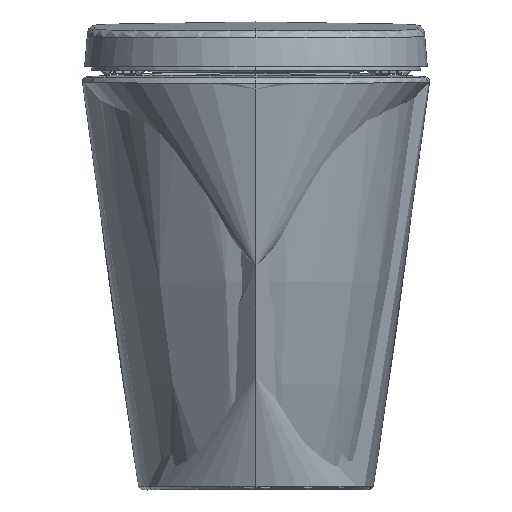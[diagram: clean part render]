
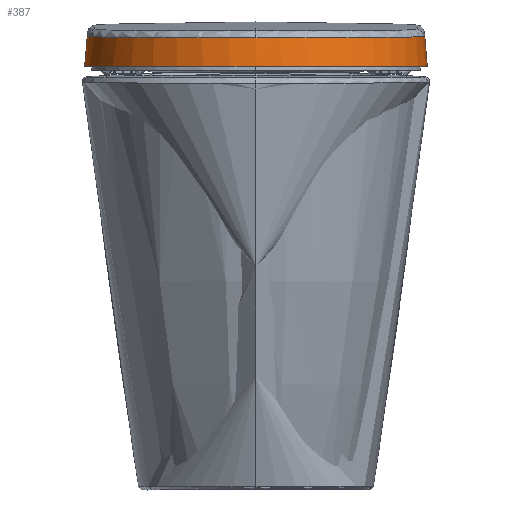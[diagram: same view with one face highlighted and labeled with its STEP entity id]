
A CAD part, front view. The second image highlights one B-rep face of the part: STEP entity #387.
In plain terms, the highlighted free-form (B-spline) face has degree [2, 1] with [9, 2] control points.
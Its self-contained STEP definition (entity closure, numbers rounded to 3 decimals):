
#387=ADVANCED_FACE('',(#2085),#24634,.T.);
#2085=FACE_OUTER_BOUND('',#3786,.T.);
#3786=EDGE_LOOP('',(#5768,#5769,#5770,#5771,#5772));
#5768=ORIENTED_EDGE('',*,*,#13932,.T.);
#5769=ORIENTED_EDGE('',*,*,#13927,.T.);
#5770=ORIENTED_EDGE('',*,*,#13928,.F.);
#5771=ORIENTED_EDGE('',*,*,#13929,.T.);
#5772=ORIENTED_EDGE('',*,*,#13933,.T.);
#13927=EDGE_CURVE('',#22164,#22157,#19149,.T.);
#13928=EDGE_CURVE('',#22156,#22157,#17981,.T.);
#13929=EDGE_CURVE('',#22156,#22165,#19150,.T.);
#13932=EDGE_CURVE('',#22163,#22164,#19152,.T.);
#13933=EDGE_CURVE('',#22165,#22163,#19153,.T.);
#17981=(
BOUNDED_CURVE()
B_SPLINE_CURVE(2,(#32566,#32567,#32568,#32569,#32570),.UNSPECIFIED.,.F.,
 .F.)
B_SPLINE_CURVE_WITH_KNOTS((3,2,3),(-724.,-362.,0.),.UNSPECIFIED.)
CURVE()
GEOMETRIC_REPRESENTATION_ITEM()
RATIONAL_B_SPLINE_CURVE((1.,0.707,1.,0.707,1.))
REPRESENTATION_ITEM('')
);
#19149=B_SPLINE_CURVE_WITH_KNOTS('',1,(#32564,#32565),.UNSPECIFIED.,.F.,
 .F.,(2,2),(0.,32.505),.UNSPECIFIED.);
#19150=B_SPLINE_CURVE_WITH_KNOTS('',1,(#32571,#32572),.UNSPECIFIED.,.F.,
 .F.,(2,2),(0.,32.505),.UNSPECIFIED.);
#19152=B_SPLINE_CURVE_WITH_KNOTS('',3,(#32591,#32592,#32593,#32594,#32595,
#32596,#32597,#32598,#32599,#32600,#32601,#32602,#32603,#32604,#32605),
 .UNSPECIFIED.,.F.,.F.,(4,1,1,1,1,1,1,1,1,1,1,1,4),(-280.669,-257.28,
-233.891,-210.502,-187.113,-163.724,
-140.334,-116.945,-93.556,-70.167,
-46.778,-23.389,0.),.UNSPECIFIED.);
#19153=B_SPLINE_CURVE_WITH_KNOTS('',3,(#32606,#32607,#32608,#32609,#32610,
#32611,#32612,#32613,#32614,#32615,#32616,#32617,#32618,#32619,#32620),
 .UNSPECIFIED.,.F.,.F.,(4,1,1,1,1,1,1,1,1,1,1,1,4),(-280.669,-257.28,
-233.891,-210.502,-187.113,-163.724,
-140.334,-116.945,-93.556,-70.167,
-46.778,-23.389,0.),.UNSPECIFIED.);
#22156=VERTEX_POINT('',#31900);
#22157=VERTEX_POINT('',#31901);
#22163=VERTEX_POINT('',#31907);
#22164=VERTEX_POINT('',#31908);
#22165=VERTEX_POINT('',#31909);
#24634=(
BOUNDED_SURFACE()
B_SPLINE_SURFACE(2,1,((#28484,#28485),(#28486,#28487),(#28488,#28489),(#28490,
#28491),(#28492,#28493),(#28494,#28495),(#28496,#28497),(#28498,#28499),
(#28500,#28501)),.UNSPECIFIED.,.T.,.F.,.F.)
B_SPLINE_SURFACE_WITH_KNOTS((3,2,2,2,3),(2,2),(0.,284.861,569.722,
854.582,1139.443),(0.,40.491),.UNSPECIFIED.)
GEOMETRIC_REPRESENTATION_ITEM()
RATIONAL_B_SPLINE_SURFACE(((1.,1.),(0.707,0.707),
(1.,1.),(0.707,0.707),(1.,1.),(0.707,
0.707),(1.,1.),(0.707,0.707),(1.,1.)))
REPRESENTATION_ITEM('')
SURFACE()
);
#28484=CARTESIAN_POINT('',(0.,-200.552,483.675));
#28485=CARTESIAN_POINT('',(0.,-197.023,443.338));
#28486=CARTESIAN_POINT('',(177.819,-200.552,483.675));
#28487=CARTESIAN_POINT('',(181.348,-197.023,443.338));
#28488=CARTESIAN_POINT('',(177.819,-378.371,483.675));
#28489=CARTESIAN_POINT('',(181.348,-378.371,443.338));
#28490=CARTESIAN_POINT('',(177.819,-556.19,483.675));
#28491=CARTESIAN_POINT('',(181.348,-559.719,443.338));
#28492=CARTESIAN_POINT('',(0.,-556.19,483.675));
#28493=CARTESIAN_POINT('',(0.,-559.719,443.338));
#28494=CARTESIAN_POINT('',(-177.819,-556.19,483.675));
#28495=CARTESIAN_POINT('',(-181.348,-559.719,443.338));
#28496=CARTESIAN_POINT('',(-177.819,-378.371,483.675));
#28497=CARTESIAN_POINT('',(-181.348,-378.371,443.338));
#28498=CARTESIAN_POINT('',(-177.819,-200.552,483.675));
#28499=CARTESIAN_POINT('',(-181.348,-197.023,443.338));
#28500=CARTESIAN_POINT('',(0.,-200.552,483.675));
#28501=CARTESIAN_POINT('',(0.,-197.023,443.338));
#31900=CARTESIAN_POINT('',(181.,-378.371,447.316));
#31901=CARTESIAN_POINT('',(-181.,-378.371,447.316));
#31907=CARTESIAN_POINT('',(0.,-556.701,477.835));
#31908=CARTESIAN_POINT('',(-178.167,-378.371,479.697));
#31909=CARTESIAN_POINT('',(178.167,-378.371,479.697));
#32564=CARTESIAN_POINT('',(-178.167,-378.371,479.697));
#32565=CARTESIAN_POINT('',(-181.,-378.371,447.316));
#32566=CARTESIAN_POINT('',(181.,-378.371,447.316));
#32567=CARTESIAN_POINT('',(181.,-559.371,447.316));
#32568=CARTESIAN_POINT('',(0.,-559.371,447.316));
#32569=CARTESIAN_POINT('',(-181.,-559.371,447.316));
#32570=CARTESIAN_POINT('',(-181.,-378.371,447.316));
#32571=CARTESIAN_POINT('',(181.,-378.371,447.316));
#32572=CARTESIAN_POINT('',(178.167,-378.371,479.697));
#32591=CARTESIAN_POINT('',(0.,-556.701,477.835));
#32592=CARTESIAN_POINT('',(-5.88,-556.701,477.835));
#32593=CARTESIAN_POINT('',(-18.535,-556.137,477.834));
#32594=CARTESIAN_POINT('',(-40.445,-552.571,477.828));
#32595=CARTESIAN_POINT('',(-63.275,-545.69,477.821));
#32596=CARTESIAN_POINT('',(-85.516,-535.484,477.824));
#32597=CARTESIAN_POINT('',(-105.746,-522.628,477.848));
#32598=CARTESIAN_POINT('',(-124.187,-507.097,477.907));
#32599=CARTESIAN_POINT('',(-140.308,-489.282,478.016));
#32600=CARTESIAN_POINT('',(-153.892,-469.477,478.189));
#32601=CARTESIAN_POINT('',(-164.711,-447.983,478.438));
#32602=CARTESIAN_POINT('',(-172.522,-425.27,478.771));
#32603=CARTESIAN_POINT('',(-177.186,-401.864,479.188));
#32604=CARTESIAN_POINT('',(-178.182,-386.175,479.52));
#32605=CARTESIAN_POINT('',(-178.167,-378.371,479.697));
#32606=CARTESIAN_POINT('',(178.167,-378.371,479.697));
#32607=CARTESIAN_POINT('',(178.182,-386.175,479.52));
#32608=CARTESIAN_POINT('',(177.186,-401.864,479.188));
#32609=CARTESIAN_POINT('',(172.522,-425.27,478.771));
#32610=CARTESIAN_POINT('',(164.711,-447.983,478.438));
#32611=CARTESIAN_POINT('',(153.892,-469.477,478.189));
#32612=CARTESIAN_POINT('',(140.308,-489.282,478.016));
#32613=CARTESIAN_POINT('',(124.187,-507.097,477.907));
#32614=CARTESIAN_POINT('',(105.746,-522.628,477.848));
#32615=CARTESIAN_POINT('',(85.516,-535.484,477.824));
#32616=CARTESIAN_POINT('',(63.275,-545.69,477.821));
#32617=CARTESIAN_POINT('',(40.445,-552.571,477.828));
#32618=CARTESIAN_POINT('',(18.535,-556.137,477.834));
#32619=CARTESIAN_POINT('',(5.88,-556.701,477.835));
#32620=CARTESIAN_POINT('',(0.,-556.701,477.835));
